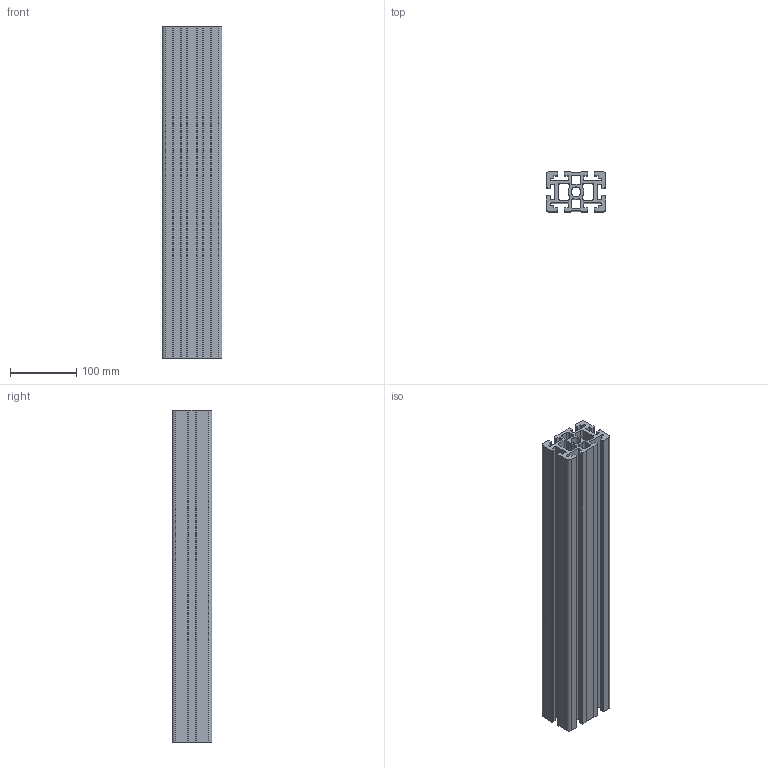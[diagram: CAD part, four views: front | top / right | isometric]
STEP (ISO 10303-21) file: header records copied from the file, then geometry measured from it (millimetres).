
FILE_DESCRIPTION (( 'STEP AP203' ), '1' );
FILE_NAME ('10 60X90.STEP', '2012-06-01T08:46:57', ( 'alle' ), ( 'Hewlett-Packard Company' ), 'SwSTEP 2.0', 'SolidWorks 2011', '' );
FILE_SCHEMA (( 'CONFIG_CONTROL_DESIGN' ));
Length unit declared in the file: millimetre
Products named in the file (1): M ATP B10 6090
Bounding box: 90 x 60 x 500 mm (x, y, z)
Volume: 1282069.3 mm3; surface area: 477903.2 mm2
Topology: 1 solids, 1 shells, 171 faces, 507 edges, 338 vertices
Faces by surface type: plane 106, cylinder 65
Entity records: 5828 total; most frequent: CARTESIAN_POINT 1017, ORIENTED_EDGE 1014, DIRECTION 981, EDGE_CURVE 507, VECTOR 377, LINE 377, VERTEX_POINT 338, AXIS2_PLACEMENT_3D 302
